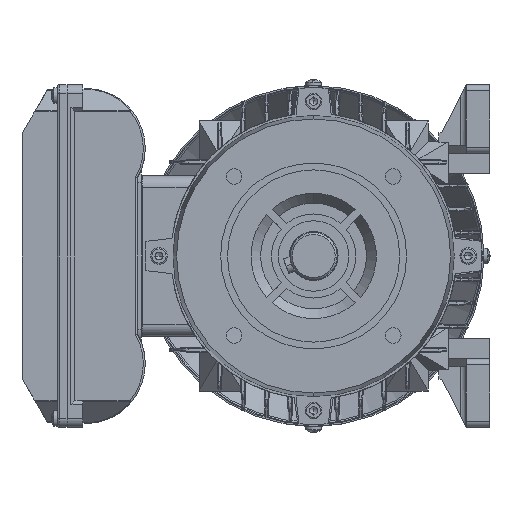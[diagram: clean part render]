
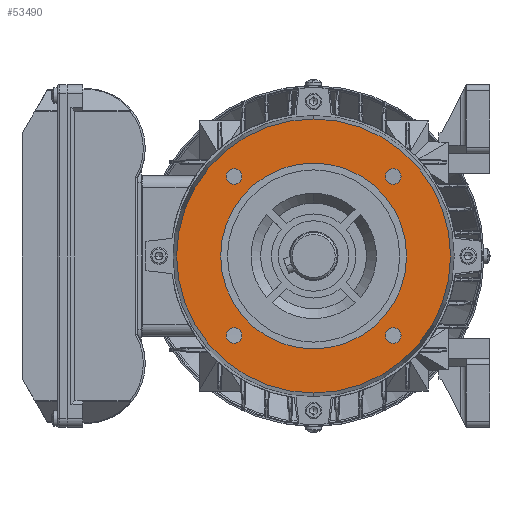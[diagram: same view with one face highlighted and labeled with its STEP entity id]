
A CAD part, left-side view. The second image highlights one B-rep face of the part: STEP entity #53490.
In plain terms, the highlighted planar face has unit normal (-1, 0, 0).
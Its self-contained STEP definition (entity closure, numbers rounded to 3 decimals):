
#32159 = CARTESIAN_POINT ( 'NONE',  ( 3., -40.659, -40.659 ) ) ;
#32160 = CIRCLE ( 'NONE', #32218, 4. ) ;
#32183 = DIRECTION ( 'NONE',  ( 0., 0., 1. ) ) ;
#32184 = DIRECTION ( 'NONE',  ( -1., 0., 0. ) ) ;
#32185 = CARTESIAN_POINT ( 'NONE',  ( 3., -40.659, 40.659 ) ) ;
#32186 = AXIS2_PLACEMENT_3D ( 'NONE', #32185, #32184, #32183 ) ;
#32187 = CIRCLE ( 'NONE', #32186, 4. ) ;
#32216 = DIRECTION ( 'NONE',  ( 0., 0., 1. ) ) ;
#32217 = DIRECTION ( 'NONE',  ( -1., 0., 0. ) ) ;
#32218 = AXIS2_PLACEMENT_3D ( 'NONE', #32159, #32217, #32216 ) ;
#32238 = DIRECTION ( 'NONE',  ( 0., 0., 1. ) ) ;
#32239 = DIRECTION ( 'NONE',  ( -1., 0., 0. ) ) ;
#32240 = CARTESIAN_POINT ( 'NONE',  ( 3., 40.659, 40.659 ) ) ;
#32241 = AXIS2_PLACEMENT_3D ( 'NONE', #32240, #32239, #32238 ) ;
#32242 = CIRCLE ( 'NONE', #32241, 4. ) ;
#32265 = DIRECTION ( 'NONE',  ( 0., 0., 1. ) ) ;
#32266 = DIRECTION ( 'NONE',  ( -1., 0., 0. ) ) ;
#32267 = CARTESIAN_POINT ( 'NONE',  ( 3., 0., 0. ) ) ;
#32268 = AXIS2_PLACEMENT_3D ( 'NONE', #32267, #32266, #32265 ) ;
#32269 = CIRCLE ( 'NONE', #32268, 47.5 ) ;
#32297 = DIRECTION ( 'NONE',  ( 0., 0., 1. ) ) ;
#32298 = DIRECTION ( 'NONE',  ( -1., 0., 0. ) ) ;
#32299 = AXIS2_PLACEMENT_3D ( 'NONE', #32301, #32298, #32297 ) ;
#32301 = CARTESIAN_POINT ( 'NONE',  ( 3., -28.387, 0. ) ) ;
#32302 = PLANE ( 'NONE',  #32299 ) ;
#32303 = FACE_BOUND ( 'NONE', #53471, .T. ) ;
#32304 = FACE_OUTER_BOUND ( 'NONE', #53461, .T. ) ;
#32305 = FACE_BOUND ( 'NONE', #53446, .T. ) ;
#32306 = FACE_BOUND ( 'NONE', #53438, .T. ) ;
#32307 = FACE_BOUND ( 'NONE', #53427, .T. ) ;
#32308 = FACE_BOUND ( 'NONE', #53492, .T. ) ;
#32309 = DIRECTION ( 'NONE',  ( 0., 0., 1. ) ) ;
#32310 = DIRECTION ( 'NONE',  ( -1., 0., 0. ) ) ;
#32311 = CARTESIAN_POINT ( 'NONE',  ( 3., 0., 0. ) ) ;
#32312 = AXIS2_PLACEMENT_3D ( 'NONE', #32311, #32310, #32309 ) ;
#32313 = CIRCLE ( 'NONE', #32312, 70. ) ;
#32351 = DIRECTION ( 'NONE',  ( 0., 0., 1. ) ) ;
#32352 = DIRECTION ( 'NONE',  ( -1., 0., 0. ) ) ;
#32353 = CARTESIAN_POINT ( 'NONE',  ( 3., 40.659, -40.659 ) ) ;
#32354 = AXIS2_PLACEMENT_3D ( 'NONE', #32353, #32352, #32351 ) ;
#32355 = CIRCLE ( 'NONE', #32354, 4. ) ;
#53416 = ORIENTED_EDGE ( 'NONE', *, *, #71528, .F. ) ;
#53421 = ORIENTED_EDGE ( 'NONE', *, *, #53424, .F. ) ;
#53424 = EDGE_CURVE ( 'NONE', #71531, #71529, #32187, .T. ) ;
#53427 = EDGE_LOOP ( 'NONE', ( #53430, #53433 ) ) ;
#53430 = ORIENTED_EDGE ( 'NONE', *, *, #71578, .F. ) ;
#53433 = ORIENTED_EDGE ( 'NONE', *, *, #53436, .F. ) ;
#53436 = EDGE_CURVE ( 'NONE', #71582, #71580, #32160, .T. ) ;
#53438 = EDGE_LOOP ( 'NONE', ( #53441, #53444 ) ) ;
#53441 = ORIENTED_EDGE ( 'NONE', *, *, #71629, .F. ) ;
#53444 = ORIENTED_EDGE ( 'NONE', *, *, #53533, .F. ) ;
#53446 = EDGE_LOOP ( 'NONE', ( #53454, #53457 ) ) ;
#53454 = ORIENTED_EDGE ( 'NONE', *, *, #71600, .F. ) ;
#53457 = ORIENTED_EDGE ( 'NONE', *, *, #53459, .F. ) ;
#53459 = EDGE_CURVE ( 'NONE', #71603, #71602, #32242, .T. ) ;
#53461 = EDGE_LOOP ( 'NONE', ( #53465, #53468 ) ) ;
#53465 = ORIENTED_EDGE ( 'NONE', *, *, #72153, .T. ) ;
#53468 = ORIENTED_EDGE ( 'NONE', *, *, #53488, .T. ) ;
#53471 = EDGE_LOOP ( 'NONE', ( #53477, #53480 ) ) ;
#53477 = ORIENTED_EDGE ( 'NONE', *, *, #72169, .F. ) ;
#53480 = ORIENTED_EDGE ( 'NONE', *, *, #53482, .F. ) ;
#53482 = EDGE_CURVE ( 'NONE', #72172, #72171, #32269, .T. ) ;
#53488 = EDGE_CURVE ( 'NONE', #72229, #72154, #32313, .T. ) ;
#53490 = ADVANCED_FACE ( 'NONE', ( #32308, #32307, #32306, #32305, #32304, #32303 ), #32302, .T. ) ;
#53492 = EDGE_LOOP ( 'NONE', ( #53416, #53421 ) ) ;
#53533 = EDGE_CURVE ( 'NONE', #71553, #71552, #32355, .T. ) ;
#71528 = EDGE_CURVE ( 'NONE', #71529, #71531, #101562, .T. ) ;
#71529 = VERTEX_POINT ( 'NONE', #101552 ) ;
#71531 = VERTEX_POINT ( 'NONE', #101551 ) ;
#71552 = VERTEX_POINT ( 'NONE', #101626 ) ;
#71553 = VERTEX_POINT ( 'NONE', #101620 ) ;
#71578 = EDGE_CURVE ( 'NONE', #71580, #71582, #101717, .T. ) ;
#71580 = VERTEX_POINT ( 'NONE', #101712 ) ;
#71582 = VERTEX_POINT ( 'NONE', #101709 ) ;
#71600 = EDGE_CURVE ( 'NONE', #71602, #71603, #101744, .T. ) ;
#71602 = VERTEX_POINT ( 'NONE', #101734 ) ;
#71603 = VERTEX_POINT ( 'NONE', #101733 ) ;
#71629 = EDGE_CURVE ( 'NONE', #71552, #71553, #101757, .T. ) ;
#72153 = EDGE_CURVE ( 'NONE', #72154, #72229, #102974, .T. ) ;
#72154 = VERTEX_POINT ( 'NONE', #102969 ) ;
#72169 = EDGE_CURVE ( 'NONE', #72171, #72172, #103027, .T. ) ;
#72171 = VERTEX_POINT ( 'NONE', #103017 ) ;
#72172 = VERTEX_POINT ( 'NONE', #103016 ) ;
#72229 = VERTEX_POINT ( 'NONE', #103162 ) ;
#101551 = CARTESIAN_POINT ( 'NONE',  ( 3., -40.659, 44.659 ) ) ;
#101552 = CARTESIAN_POINT ( 'NONE',  ( 3., -40.659, 36.659 ) ) ;
#101553 = DIRECTION ( 'NONE',  ( 0., 0., 1. ) ) ;
#101554 = DIRECTION ( 'NONE',  ( -1., 0., 0. ) ) ;
#101555 = CARTESIAN_POINT ( 'NONE',  ( 3., -40.659, 40.659 ) ) ;
#101556 = AXIS2_PLACEMENT_3D ( 'NONE', #101555, #101554, #101553 ) ;
#101562 = CIRCLE ( 'NONE', #101556, 4. ) ;
#101620 = CARTESIAN_POINT ( 'NONE',  ( 3., 40.659, -36.659 ) ) ;
#101626 = CARTESIAN_POINT ( 'NONE',  ( 3., 40.659, -44.659 ) ) ;
#101709 = CARTESIAN_POINT ( 'NONE',  ( 3., -40.659, -36.659 ) ) ;
#101712 = CARTESIAN_POINT ( 'NONE',  ( 3., -40.659, -44.659 ) ) ;
#101713 = DIRECTION ( 'NONE',  ( 0., 0., 1. ) ) ;
#101714 = DIRECTION ( 'NONE',  ( -1., 0., 0. ) ) ;
#101715 = CARTESIAN_POINT ( 'NONE',  ( 3., -40.659, -40.659 ) ) ;
#101716 = AXIS2_PLACEMENT_3D ( 'NONE', #101715, #101714, #101713 ) ;
#101717 = CIRCLE ( 'NONE', #101716, 4. ) ;
#101733 = CARTESIAN_POINT ( 'NONE',  ( 3., 40.659, 44.659 ) ) ;
#101734 = CARTESIAN_POINT ( 'NONE',  ( 3., 40.659, 36.659 ) ) ;
#101735 = DIRECTION ( 'NONE',  ( 0., 0., 1. ) ) ;
#101736 = DIRECTION ( 'NONE',  ( -1., 0., 0. ) ) ;
#101737 = CARTESIAN_POINT ( 'NONE',  ( 3., 40.659, 40.659 ) ) ;
#101738 = AXIS2_PLACEMENT_3D ( 'NONE', #101737, #101736, #101735 ) ;
#101744 = CIRCLE ( 'NONE', #101738, 4. ) ;
#101753 = DIRECTION ( 'NONE',  ( 0., 0., 1. ) ) ;
#101754 = DIRECTION ( 'NONE',  ( -1., 0., 0. ) ) ;
#101755 = CARTESIAN_POINT ( 'NONE',  ( 3., 40.659, -40.659 ) ) ;
#101756 = AXIS2_PLACEMENT_3D ( 'NONE', #101755, #101754, #101753 ) ;
#101757 = CIRCLE ( 'NONE', #101756, 4. ) ;
#102969 = CARTESIAN_POINT ( 'NONE',  ( 3., 0., 70. ) ) ;
#102970 = DIRECTION ( 'NONE',  ( 0., 0., 1. ) ) ;
#102971 = DIRECTION ( 'NONE',  ( -1., 0., 0. ) ) ;
#102972 = CARTESIAN_POINT ( 'NONE',  ( 3., 0., 0. ) ) ;
#102973 = AXIS2_PLACEMENT_3D ( 'NONE', #102972, #102971, #102970 ) ;
#102974 = CIRCLE ( 'NONE', #102973, 70. ) ;
#103016 = CARTESIAN_POINT ( 'NONE',  ( 3., 0., -47.5 ) ) ;
#103017 = CARTESIAN_POINT ( 'NONE',  ( 3., 0., 47.5 ) ) ;
#103018 = DIRECTION ( 'NONE',  ( 0., 0., 1. ) ) ;
#103020 = DIRECTION ( 'NONE',  ( -1., 0., 0. ) ) ;
#103021 = CARTESIAN_POINT ( 'NONE',  ( 3., 0., 0. ) ) ;
#103022 = AXIS2_PLACEMENT_3D ( 'NONE', #103021, #103020, #103018 ) ;
#103027 = CIRCLE ( 'NONE', #103022, 47.5 ) ;
#103162 = CARTESIAN_POINT ( 'NONE',  ( 3., 0., -70. ) ) ;
